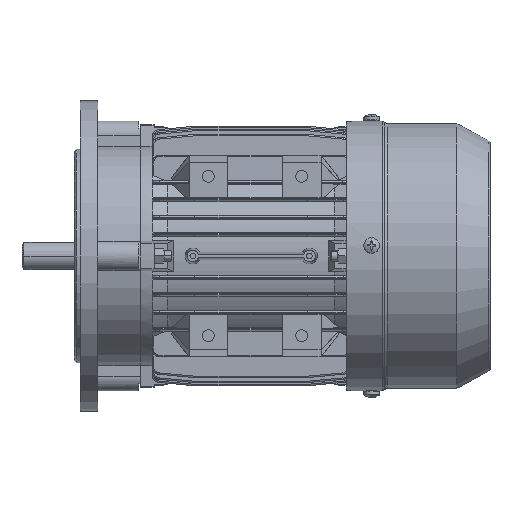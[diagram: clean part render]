
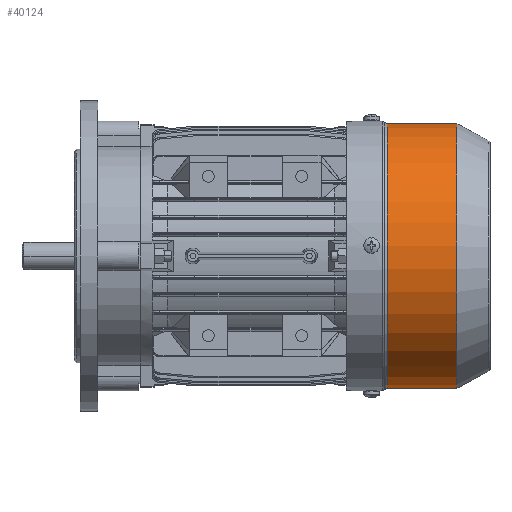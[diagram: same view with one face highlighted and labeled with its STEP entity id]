
A CAD part, front view. The second image highlights one B-rep face of the part: STEP entity #40124.
In plain terms, the highlighted cylindrical face has radius 68.3 mm (diameter 136.6 mm), a partial arc.
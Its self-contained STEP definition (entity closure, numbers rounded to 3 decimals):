
#9233 = CARTESIAN_POINT ( 'NONE',  ( 20.992, 0., 68.3 ) ) ;
#37255 = VERTEX_POINT ( 'NONE', #88982 ) ;
#37256 = VERTEX_POINT ( 'NONE', #88981 ) ;
#37258 = EDGE_CURVE ( 'NONE', #37256, #37274, #88980, .T. ) ;
#37262 = EDGE_CURVE ( 'NONE', #37255, #75689, #88971, .T. ) ;
#37274 = VERTEX_POINT ( 'NONE', #89007 ) ;
#37276 = EDGE_CURVE ( 'NONE', #37274, #75689, #89005, .T. ) ;
#40123 = EDGE_CURVE ( 'NONE', #37256, #37255, #93956, .T. ) ;
#40124 = ADVANCED_FACE ( 'NONE', ( #93951 ), #93950, .T. ) ;
#40125 = EDGE_LOOP ( 'NONE', ( #40126, #40127, #40128, #40183 ) ) ;
#40126 = ORIENTED_EDGE ( 'NONE', *, *, #37258, .F. ) ;
#40127 = ORIENTED_EDGE ( 'NONE', *, *, #40123, .T. ) ;
#40128 = ORIENTED_EDGE ( 'NONE', *, *, #37262, .T. ) ;
#40183 = ORIENTED_EDGE ( 'NONE', *, *, #37276, .F. ) ;
#75689 = VERTEX_POINT ( 'NONE', #9233 ) ;
#88968 = DIRECTION ( 'NONE',  ( -1., 0., 0. ) ) ;
#88969 = VECTOR ( 'NONE', #88968, 1000. ) ;
#88970 = CARTESIAN_POINT ( 'NONE',  ( 0., 0., 68.3 ) ) ;
#88971 = LINE ( 'NONE', #88970, #88969 ) ;
#88977 = DIRECTION ( 'NONE',  ( -1., 0., 0. ) ) ;
#88978 = VECTOR ( 'NONE', #88977, 1000. ) ;
#88979 = CARTESIAN_POINT ( 'NONE',  ( 0., 0., -68.3 ) ) ;
#88980 = LINE ( 'NONE', #88979, #88978 ) ;
#88981 = CARTESIAN_POINT ( 'NONE',  ( 57., 0., -68.3 ) ) ;
#88982 = CARTESIAN_POINT ( 'NONE',  ( 57., 0., 68.3 ) ) ;
#89001 = DIRECTION ( 'NONE',  ( 0., 0., 1. ) ) ;
#89002 = DIRECTION ( 'NONE',  ( -1., 0., 0. ) ) ;
#89003 = CARTESIAN_POINT ( 'NONE',  ( 20.992, 0., 0. ) ) ;
#89004 = AXIS2_PLACEMENT_3D ( 'NONE', #89003, #89002, #89001 ) ;
#89005 = CIRCLE ( 'NONE', #89004, 68.3 ) ;
#89007 = CARTESIAN_POINT ( 'NONE',  ( 20.992, 0., -68.3 ) ) ;
#93946 = DIRECTION ( 'NONE',  ( 0., 0., 1. ) ) ;
#93947 = DIRECTION ( 'NONE',  ( -1., 0., 0. ) ) ;
#93948 = CARTESIAN_POINT ( 'NONE',  ( 0., 0., 0. ) ) ;
#93949 = AXIS2_PLACEMENT_3D ( 'NONE', #93948, #93947, #93946 ) ;
#93950 = CYLINDRICAL_SURFACE ( 'NONE', #93949, 68.3 ) ;
#93951 = FACE_OUTER_BOUND ( 'NONE', #40125, .T. ) ;
#93952 = DIRECTION ( 'NONE',  ( 0., 0., 1. ) ) ;
#93953 = DIRECTION ( 'NONE',  ( -1., 0., 0. ) ) ;
#93954 = CARTESIAN_POINT ( 'NONE',  ( 57., 0., 0. ) ) ;
#93955 = AXIS2_PLACEMENT_3D ( 'NONE', #93954, #93953, #93952 ) ;
#93956 = CIRCLE ( 'NONE', #93955, 68.3 ) ;
